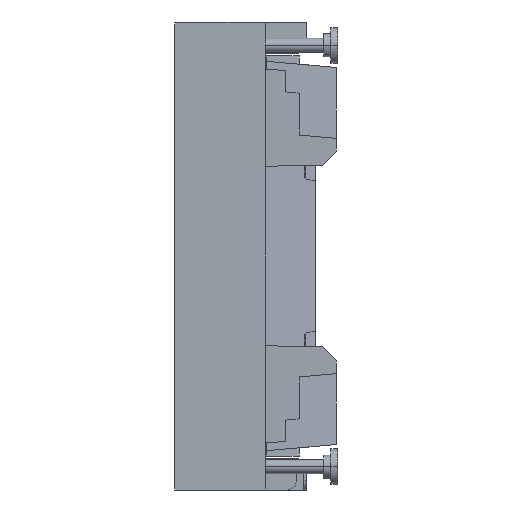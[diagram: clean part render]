
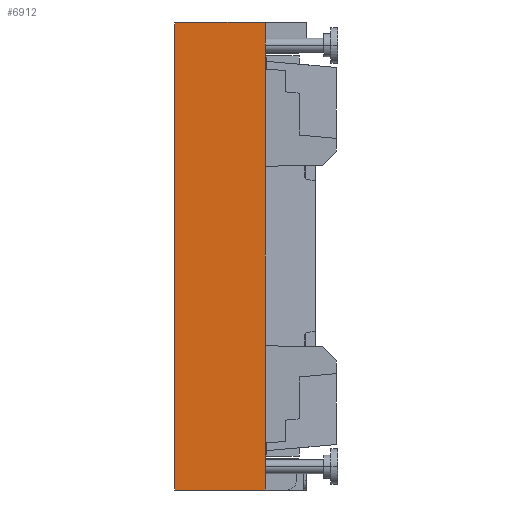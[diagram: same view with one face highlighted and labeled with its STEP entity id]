
A CAD part, left-side view. The second image highlights one B-rep face of the part: STEP entity #6912.
In plain terms, the highlighted planar face has unit normal (-1, 0, 0).
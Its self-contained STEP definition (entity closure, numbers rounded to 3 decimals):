
#213=CARTESIAN_POINT('Vertex',(-90.45,51.2,132.05)) ;
#216=CARTESIAN_POINT('Line Origine',(-90.45,25.6,132.05)) ;
#220=CARTESIAN_POINT('Vertex',(-90.45,0.,132.05)) ;
#2267=CARTESIAN_POINT('Vertex',(-90.45,0.,-132.05)) ;
#2270=CARTESIAN_POINT('Line Origine',(-90.45,25.6,-132.05)) ;
#2274=CARTESIAN_POINT('Vertex',(-90.45,51.2,-132.05)) ;
#6878=CARTESIAN_POINT('Line Origine',(-90.45,51.2,0.)) ;
#6896=CARTESIAN_POINT('Axis2P3D Location',(-90.45,0.,132.05)) ;
#6901=CARTESIAN_POINT('Line Origine',(-90.45,0.,0.)) ;
#218=VECTOR('Line Direction',#217,1.) ;
#2272=VECTOR('Line Direction',#2271,1.) ;
#6880=VECTOR('Line Direction',#6879,1.) ;
#6903=VECTOR('Line Direction',#6902,1.) ;
#217=DIRECTION('Vector Direction',(0.,1.,0.)) ;
#2271=DIRECTION('Vector Direction',(0.,1.,0.)) ;
#6879=DIRECTION('Vector Direction',(0.,0.,-1.)) ;
#6897=DIRECTION('Axis2P3D Direction',(1.,-0.,0.)) ;
#6898=DIRECTION('Axis2P3D XDirection',(0.,0.,-1.)) ;
#6902=DIRECTION('Vector Direction',(0.,0.,-1.)) ;
#6899=AXIS2_PLACEMENT_3D('Plane Axis2P3D',#6896,#6897,#6898) ;
#219=LINE('Line',#216,#218) ;
#2273=LINE('Line',#2270,#2272) ;
#6881=LINE('Line',#6878,#6880) ;
#6904=LINE('Line',#6901,#6903) ;
#6900=PLANE('',#6899) ;
#222=EDGE_CURVE('',#221,#214,#219,.T.) ;
#2276=EDGE_CURVE('',#2268,#2275,#2273,.T.) ;
#6882=EDGE_CURVE('',#2275,#214,#6881,.F.) ;
#6905=EDGE_CURVE('',#2268,#221,#6904,.F.) ;
#6907=ORIENTED_EDGE('',*,*,#2276,.F.) ;
#6908=ORIENTED_EDGE('',*,*,#6905,.T.) ;
#6909=ORIENTED_EDGE('',*,*,#222,.T.) ;
#6910=ORIENTED_EDGE('',*,*,#6882,.F.) ;
#6906=EDGE_LOOP('',(#6907,#6908,#6909,#6910)) ;
#214=VERTEX_POINT('',#213) ;
#221=VERTEX_POINT('',#220) ;
#2268=VERTEX_POINT('',#2267) ;
#2275=VERTEX_POINT('',#2274) ;
#6912=ADVANCED_FACE('Corps principal',(#6911),#6900,.F.) ;
#6911=FACE_OUTER_BOUND('',#6906,.T.) ;
